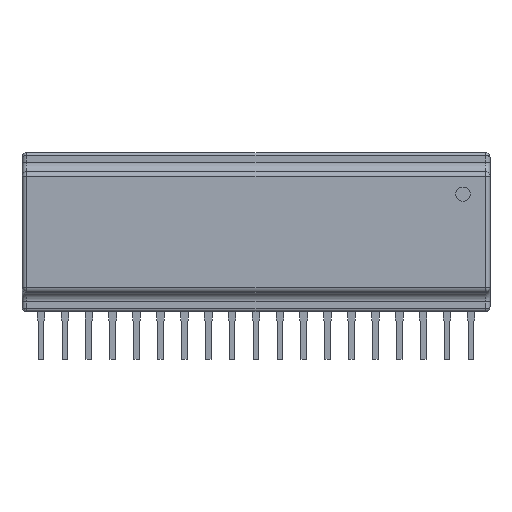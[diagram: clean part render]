
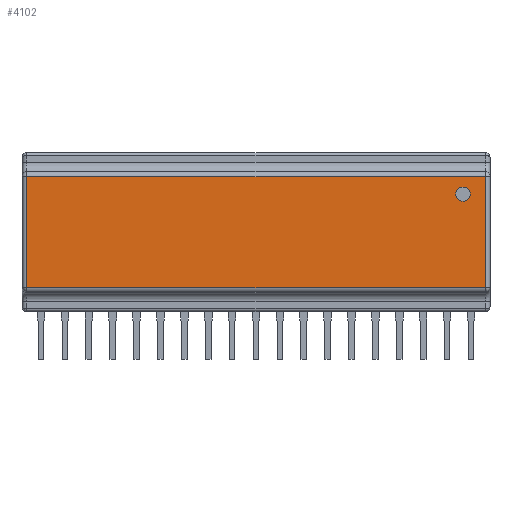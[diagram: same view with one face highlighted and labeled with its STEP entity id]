
A CAD part, top view. The second image highlights one B-rep face of the part: STEP entity #4102.
In plain terms, the highlighted planar face has unit normal (0, 0, 1).
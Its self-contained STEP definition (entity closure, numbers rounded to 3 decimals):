
#33=FACE_BOUND('',#1548,.T.);
#41=PLANE('',#4389);
#232=LINE('',#5772,#737);
#330=LINE('',#6110,#835);
#346=LINE('',#6160,#851);
#347=LINE('',#6162,#852);
#737=VECTOR('',#4628,10.);
#835=VECTOR('',#4804,10.);
#851=VECTOR('',#4874,10.);
#852=VECTOR('',#4877,10.);
#1305=FACE_OUTER_BOUND('',#1547,.T.);
#1547=EDGE_LOOP('',(#2956,#2957,#2958,#2959));
#1548=EDGE_LOOP('',(#2960,#2961));
#1761=CIRCLE('',#4390,0.75);
#1762=CIRCLE('',#4391,0.75);
#1799=VERTEX_POINT('',#5769);
#1800=VERTEX_POINT('',#5771);
#1898=VERTEX_POINT('',#6103);
#1901=VERTEX_POINT('',#6108);
#1909=VERTEX_POINT('',#6163);
#1910=VERTEX_POINT('',#6164);
#2167=EDGE_CURVE('',#1799,#1800,#232,.T.);
#2288=EDGE_CURVE('',#1901,#1898,#330,.T.);
#2315=EDGE_CURVE('',#1898,#1799,#346,.T.);
#2316=EDGE_CURVE('',#1901,#1800,#347,.T.);
#2317=EDGE_CURVE('',#1909,#1910,#1761,.T.);
#2318=EDGE_CURVE('',#1910,#1909,#1762,.T.);
#2956=ORIENTED_EDGE('',*,*,#2167,.F.);
#2957=ORIENTED_EDGE('',*,*,#2315,.F.);
#2958=ORIENTED_EDGE('',*,*,#2288,.F.);
#2959=ORIENTED_EDGE('',*,*,#2316,.T.);
#2960=ORIENTED_EDGE('',*,*,#2317,.T.);
#2961=ORIENTED_EDGE('',*,*,#2318,.T.);
#4102=ADVANCED_FACE('',(#1305,#33),#41,.T.);
#4389=AXIS2_PLACEMENT_3D('',#6161,#4875,#4876);
#4390=AXIS2_PLACEMENT_3D('',#6165,#4878,#4879);
#4391=AXIS2_PLACEMENT_3D('',#6166,#4880,#4881);
#4628=DIRECTION('',(0.,-1.,0.));
#4804=DIRECTION('',(0.,1.,0.));
#4874=DIRECTION('',(1.,0.,0.));
#4875=DIRECTION('center_axis',(0.,0.,1.));
#4876=DIRECTION('ref_axis',(0.,-1.,0.));
#4877=DIRECTION('',(1.,0.,0.));
#4878=DIRECTION('center_axis',(0.,0.,-1.));
#4879=DIRECTION('ref_axis',(1.,0.,0.));
#4880=DIRECTION('center_axis',(0.,0.,-1.));
#4881=DIRECTION('ref_axis',(1.,0.,0.));
#5769=CARTESIAN_POINT('',(48.5,14.125,4.5));
#5771=CARTESIAN_POINT('',(48.5,2.5,4.5));
#5772=CARTESIAN_POINT('',(48.5,11.219,4.5));
#6103=CARTESIAN_POINT('',(0.5,14.125,4.5));
#6108=CARTESIAN_POINT('',(0.5,2.5,4.5));
#6110=CARTESIAN_POINT('',(0.5,11.219,4.5));
#6160=CARTESIAN_POINT('',(0.,14.125,4.5));
#6161=CARTESIAN_POINT('Origin',(0.,14.125,4.5));
#6162=CARTESIAN_POINT('',(0.,2.5,4.5));
#6163=CARTESIAN_POINT('',(46.927,12.279,4.5));
#6164=CARTESIAN_POINT('',(45.427,12.279,4.5));
#6165=CARTESIAN_POINT('Origin',(46.177,12.279,4.5));
#6166=CARTESIAN_POINT('Origin',(46.177,12.279,4.5));
